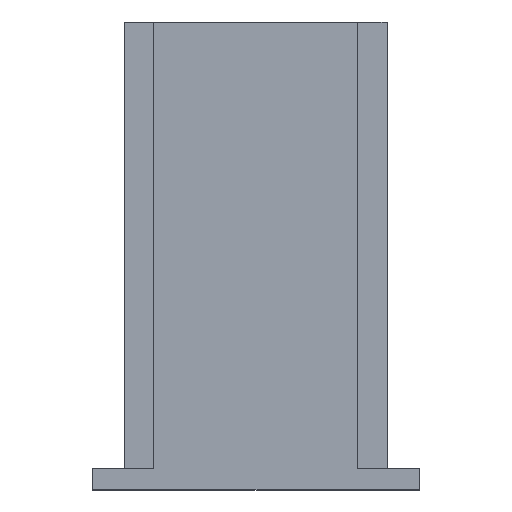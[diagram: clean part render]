
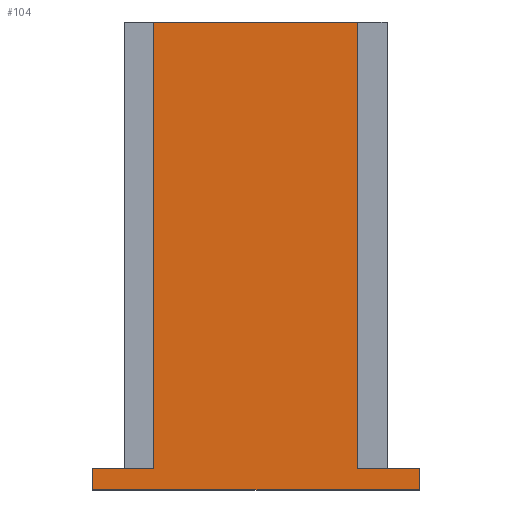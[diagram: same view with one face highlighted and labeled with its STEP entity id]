
A CAD part, top view. The second image highlights one B-rep face of the part: STEP entity #104.
In plain terms, the highlighted planar face has unit normal (0, 0, 1).
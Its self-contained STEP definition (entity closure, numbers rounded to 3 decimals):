
#24 = VERTEX_POINT('',#25);
#25 = CARTESIAN_POINT('',(31.119,-47.55,-22.2));
#40 = VERTEX_POINT('',#41);
#41 = CARTESIAN_POINT('',(31.119,-51.55,-22.2));
#47 = EDGE_CURVE('',#24,#40,#48,.T.);
#48 = LINE('',#49,#50);
#49 = CARTESIAN_POINT('',(31.119,36.45,-22.2));
#50 = VECTOR('',#51,1.);
#51 = DIRECTION('',(0.,-1.,0.));
#62 = VERTEX_POINT('',#63);
#63 = CARTESIAN_POINT('',(42.619,-47.55,-22.2));
#94 = EDGE_CURVE('',#24,#62,#95,.T.);
#95 = LINE('',#96,#97);
#96 = CARTESIAN_POINT('',(31.119,-47.55,-22.2));
#97 = VECTOR('',#98,1.);
#98 = DIRECTION('',(1.,0.,0.));
#104 = ADVANCED_FACE('',(#105),#155,.T.);
#105 = FACE_BOUND('',#106,.T.);
#106 = EDGE_LOOP('',(#107,#117,#123,#124,#125,#133,#141,#149));
#107 = ORIENTED_EDGE('',*,*,#108,.F.);
#108 = EDGE_CURVE('',#109,#111,#113,.T.);
#109 = VERTEX_POINT('',#110);
#110 = CARTESIAN_POINT('',(42.619,36.45,-22.2));
#111 = VERTEX_POINT('',#112);
#112 = CARTESIAN_POINT('',(81.01,36.45,-22.2));
#113 = LINE('',#114,#115);
#114 = CARTESIAN_POINT('',(31.119,36.45,-22.2));
#115 = VECTOR('',#116,1.);
#116 = DIRECTION('',(1.,0.,0.));
#117 = ORIENTED_EDGE('',*,*,#118,.T.);
#118 = EDGE_CURVE('',#109,#62,#119,.T.);
#119 = LINE('',#120,#121);
#120 = CARTESIAN_POINT('',(42.619,36.45,-22.2));
#121 = VECTOR('',#122,1.);
#122 = DIRECTION('',(0.,-1.,0.));
#123 = ORIENTED_EDGE('',*,*,#94,.F.);
#124 = ORIENTED_EDGE('',*,*,#47,.T.);
#125 = ORIENTED_EDGE('',*,*,#126,.F.);
#126 = EDGE_CURVE('',#127,#40,#129,.T.);
#127 = VERTEX_POINT('',#128);
#128 = CARTESIAN_POINT('',(92.61,-51.55,-22.2));
#129 = LINE('',#130,#131);
#130 = CARTESIAN_POINT('',(92.61,-51.55,-22.2));
#131 = VECTOR('',#132,1.);
#132 = DIRECTION('',(-1.,0.,0.));
#133 = ORIENTED_EDGE('',*,*,#134,.F.);
#134 = EDGE_CURVE('',#135,#127,#137,.T.);
#135 = VERTEX_POINT('',#136);
#136 = CARTESIAN_POINT('',(92.61,-47.55,-22.2));
#137 = LINE('',#138,#139);
#138 = CARTESIAN_POINT('',(92.61,36.45,-22.2));
#139 = VECTOR('',#140,1.);
#140 = DIRECTION('',(0.,-1.,0.));
#141 = ORIENTED_EDGE('',*,*,#142,.T.);
#142 = EDGE_CURVE('',#135,#143,#145,.T.);
#143 = VERTEX_POINT('',#144);
#144 = CARTESIAN_POINT('',(81.01,-47.55,-22.2));
#145 = LINE('',#146,#147);
#146 = CARTESIAN_POINT('',(92.61,-47.55,-22.2));
#147 = VECTOR('',#148,1.);
#148 = DIRECTION('',(-1.,0.,0.));
#149 = ORIENTED_EDGE('',*,*,#150,.F.);
#150 = EDGE_CURVE('',#111,#143,#151,.T.);
#151 = LINE('',#152,#153);
#152 = CARTESIAN_POINT('',(81.01,36.45,-22.2));
#153 = VECTOR('',#154,1.);
#154 = DIRECTION('',(0.,-1.,0.));
#155 = PLANE('',#156);
#156 = AXIS2_PLACEMENT_3D('',#157,#158,#159);
#157 = CARTESIAN_POINT('',(61.864,-7.55,-22.2));
#158 = DIRECTION('',(0.,0.,1.));
#159 = DIRECTION('',(1.,0.,0.));
